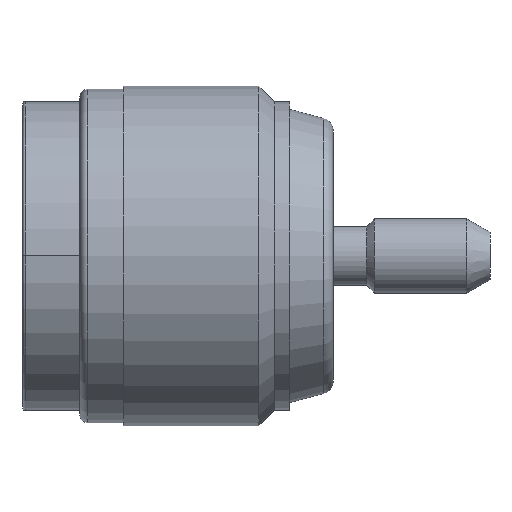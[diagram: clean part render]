
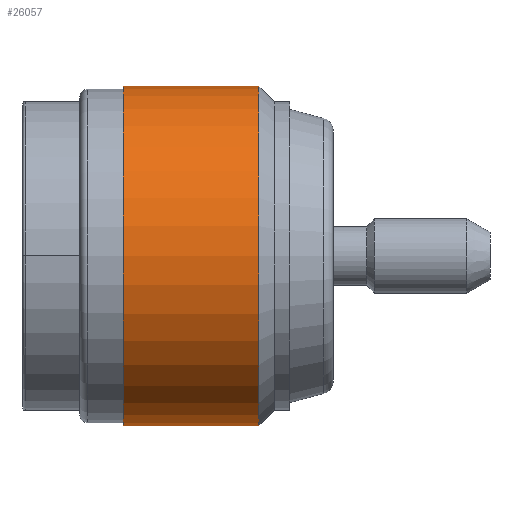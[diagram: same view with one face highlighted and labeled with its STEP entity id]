
A CAD part, top view. The second image highlights one B-rep face of the part: STEP entity #26057.
In plain terms, the highlighted cylindrical face has radius 11 mm (diameter 22 mm), a partial arc.
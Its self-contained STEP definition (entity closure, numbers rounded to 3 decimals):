
#2345=CARTESIAN_POINT('',(-6.1,-3.2,0.));
#2346=DIRECTION('',(1.,0.,0.));
#2347=DIRECTION('',(0.,1.,0.));
#2348=AXIS2_PLACEMENT_3D('',#2345,#2346,#2347);
#2350=DIRECTION('',(-1.,0.,0.));
#2351=VECTOR('',#2350,8.8);
#2352=CARTESIAN_POINT('',(2.7,7.8,0.));
#2353=LINE('',#2352,#2351);
#2354=DIRECTION('',(-1.,0.,0.));
#2355=VECTOR('',#2354,8.8);
#2356=CARTESIAN_POINT('',(2.7,-14.2,0.));
#2357=LINE('',#2356,#2355);
#2367=CARTESIAN_POINT('',(2.7,-3.2,0.));
#2368=DIRECTION('',(1.,0.,0.));
#2369=DIRECTION('',(0.,1.,0.));
#2370=AXIS2_PLACEMENT_3D('',#2367,#2368,#2369);
#19113=CARTESIAN_POINT('',(-6.1,7.8,0.));
#19114=CARTESIAN_POINT('',(-6.1,-14.2,0.));
#19115=VERTEX_POINT('',#19113);
#19116=VERTEX_POINT('',#19114);
#19129=CARTESIAN_POINT('',(2.7,7.8,0.));
#19130=CARTESIAN_POINT('',(2.7,-14.2,0.));
#19131=VERTEX_POINT('',#19129);
#19132=VERTEX_POINT('',#19130);
#26045=CARTESIAN_POINT('',(4.33,-3.2,0.));
#26046=DIRECTION('',(-1.,0.,0.));
#26047=DIRECTION('',(0.,1.,0.));
#26048=AXIS2_PLACEMENT_3D('',#26045,#26046,#26047);
#26049=CYLINDRICAL_SURFACE('',#26048,11.);
#26050=ORIENTED_EDGE('',*,*,#26035,.F.);
#26052=ORIENTED_EDGE('',*,*,#26051,.T.);
#26053=ORIENTED_EDGE('',*,*,#26038,.T.);
#26054=ORIENTED_EDGE('',*,*,#26021,.F.);
#26055=EDGE_LOOP('',(#26050,#26052,#26053,#26054));
#26056=FACE_OUTER_BOUND('',#26055,.F.);
#26057=ADVANCED_FACE('',(#26056),#26049,.T.);
#2349=CIRCLE('',#2348,11.);
#2371=CIRCLE('',#2370,11.);
#26021=EDGE_CURVE('',#19115,#19116,#2349,.T.);
#26035=EDGE_CURVE('',#19131,#19115,#2353,.T.);
#26038=EDGE_CURVE('',#19132,#19116,#2357,.T.);
#26051=EDGE_CURVE('',#19131,#19132,#2371,.T.);
